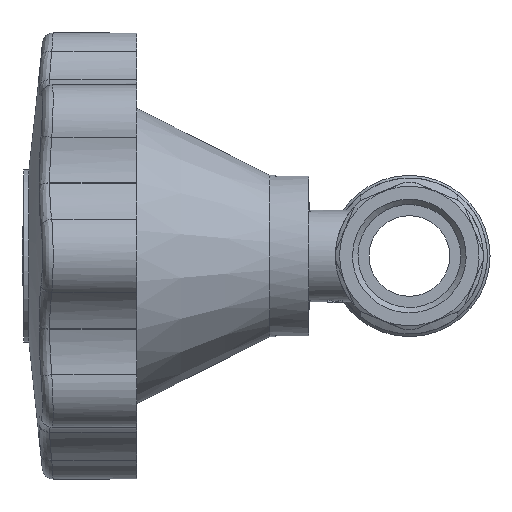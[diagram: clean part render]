
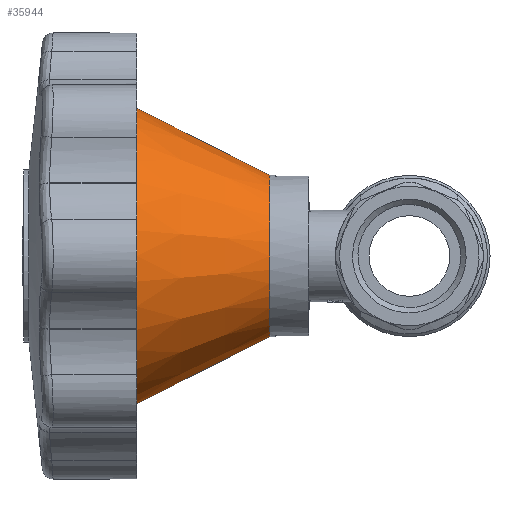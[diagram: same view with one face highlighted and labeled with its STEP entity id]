
A CAD part, left-side view. The second image highlights one B-rep face of the part: STEP entity #35944.
In plain terms, the highlighted conical face has half-angle 26.75 degrees and reference radius 15 mm.
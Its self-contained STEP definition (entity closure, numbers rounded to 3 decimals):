
#958=CONICAL_SURFACE('',#39149,15.,0.467);
#18628=ORIENTED_EDGE('',*,*,#24001,.F.);
#18629=ORIENTED_EDGE('',*,*,#23978,.T.);
#23978=EDGE_CURVE('',#27548,#27548,#28180,.T.);
#24001=EDGE_CURVE('',#27567,#27567,#28195,.T.);
#27548=VERTEX_POINT('',#62827);
#27567=VERTEX_POINT('',#62887);
#28180=CIRCLE('',#39088,27.5);
#28195=CIRCLE('',#39109,15.);
#30277=EDGE_LOOP('',(#18628));
#30278=EDGE_LOOP('',(#18629));
#32424=FACE_BOUND('',#30277,.T.);
#32425=FACE_BOUND('',#30278,.T.);
#35944=ADVANCED_FACE('',(#32424,#32425),#958,.T.);
#39088=AXIS2_PLACEMENT_3D('',#62826,#48657,#48658);
#39109=AXIS2_PLACEMENT_3D('',#62886,#48703,#48704);
#39149=AXIS2_PLACEMENT_3D('',#62959,#48799,#48800);
#48657=DIRECTION('',(-1.,0.,0.));
#48658=DIRECTION('',(0.,0.,1.));
#48703=DIRECTION('',(-1.,0.,0.));
#48704=DIRECTION('',(0.,0.,1.));
#48799=DIRECTION('',(1.,0.,0.));
#48800=DIRECTION('',(0.,0.,-1.));
#62826=CARTESIAN_POINT('',(32.,0.,0.));
#62827=CARTESIAN_POINT('',(32.,0.,27.5));
#62886=CARTESIAN_POINT('',(7.2,0.,0.));
#62887=CARTESIAN_POINT('',(7.2,0.,15.));
#62959=CARTESIAN_POINT('',(7.2,0.,0.));
